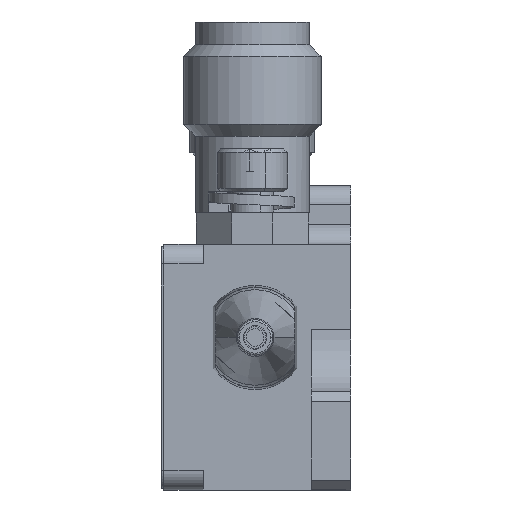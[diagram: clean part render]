
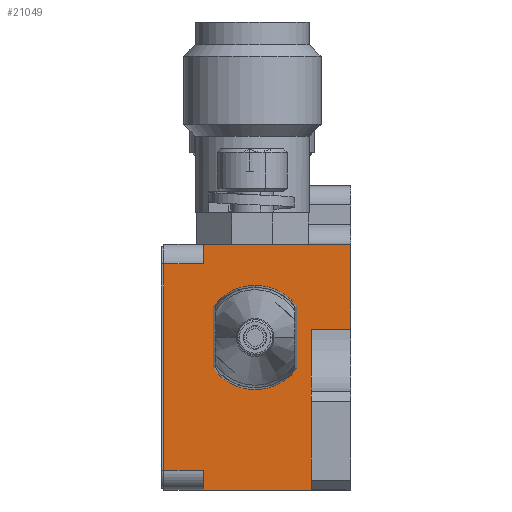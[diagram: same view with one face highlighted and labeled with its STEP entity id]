
A CAD part, left-side view. The second image highlights one B-rep face of the part: STEP entity #21049.
In plain terms, the highlighted planar face has unit normal (-1, 0, 0).
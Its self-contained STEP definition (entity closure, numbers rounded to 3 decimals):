
#462 = ORIENTED_EDGE ( 'NONE', *, *, #26074, .T. ) ;
#1088 = VECTOR ( 'NONE', #11018, 1000. ) ;
#1592 = DIRECTION ( 'NONE',  ( 0., -1., 0. ) ) ;
#1604 = DIRECTION ( 'NONE',  ( 0., 0., 1. ) ) ;
#1907 = LINE ( 'NONE', #14835, #15303 ) ;
#2700 = VECTOR ( 'NONE', #32690, 1000. ) ;
#4267 = DIRECTION ( 'NONE',  ( 1., 0., 0. ) ) ;
#4332 = VECTOR ( 'NONE', #14318, 1000. ) ;
#5041 = CARTESIAN_POINT ( 'NONE',  ( -46.85, 86.523, 95.353 ) ) ;
#5651 = CARTESIAN_POINT ( 'NONE',  ( -46.85, 86.523, 84.853 ) ) ;
#6089 = VERTEX_POINT ( 'NONE', #7785 ) ;
#6658 = CARTESIAN_POINT ( 'NONE',  ( -46.85, 88.523, 83.853 ) ) ;
#6797 = EDGE_CURVE ( 'NONE', #8276, #6089, #17081, .T. ) ;
#7383 = VECTOR ( 'NONE', #34218, 1000. ) ;
#7785 = CARTESIAN_POINT ( 'NONE',  ( -46.85, 81.023, 83.853 ) ) ;
#7870 = CARTESIAN_POINT ( 'NONE',  ( -46.85, 83.883, 91.613 ) ) ;
#8166 = CARTESIAN_POINT ( 'NONE',  ( -46.85, 86.523, 95.353 ) ) ;
#8276 = VERTEX_POINT ( 'NONE', #15515 ) ;
#8822 = CARTESIAN_POINT ( 'NONE',  ( -46.85, 81.023, 92.033 ) ) ;
#9368 = VERTEX_POINT ( 'NONE', #20326 ) ;
#9794 = VECTOR ( 'NONE', #26856, 1000. ) ;
#9815 = VERTEX_POINT ( 'NONE', #19626 ) ;
#9819 = LINE ( 'NONE', #19419, #2700 ) ;
#10544 = DIRECTION ( 'NONE',  ( 0., 0., 1. ) ) ;
#10817 = ORIENTED_EDGE ( 'NONE', *, *, #17896, .F. ) ;
#11018 = DIRECTION ( 'NONE',  ( 0., 1., 0. ) ) ;
#11045 = EDGE_CURVE ( 'NONE', #9815, #26458, #22438, .T. ) ;
#11439 = ORIENTED_EDGE ( 'NONE', *, *, #11045, .F. ) ;
#11594 = VERTEX_POINT ( 'NONE', #23935 ) ;
#11838 = VECTOR ( 'NONE', #18378, 1000. ) ;
#12137 = CARTESIAN_POINT ( 'NONE',  ( -46.85, 83.883, 91.613 ) ) ;
#12363 = VERTEX_POINT ( 'NONE', #20733 ) ;
#12724 = ORIENTED_EDGE ( 'NONE', *, *, #18622, .F. ) ;
#13563 = CIRCLE ( 'NONE', #20048, 1.65 ) ;
#13965 = VECTOR ( 'NONE', #1592, 1000. ) ;
#14089 = EDGE_CURVE ( 'NONE', #8276, #9815, #9819, .T. ) ;
#14117 = VERTEX_POINT ( 'NONE', #32809 ) ;
#14318 = DIRECTION ( 'NONE',  ( 0., -1., 0. ) ) ;
#14642 = EDGE_CURVE ( 'NONE', #9368, #21145, #21074, .T. ) ;
#14816 = DIRECTION ( 'NONE',  ( 0., 0., 1. ) ) ;
#14835 = CARTESIAN_POINT ( 'NONE',  ( -46.85, 79.023, 96.353 ) ) ;
#15249 = ORIENTED_EDGE ( 'NONE', *, *, #14642, .F. ) ;
#15303 = VECTOR ( 'NONE', #1604, 1000. ) ;
#15423 = ORIENTED_EDGE ( 'NONE', *, *, #14089, .F. ) ;
#15515 = CARTESIAN_POINT ( 'NONE',  ( -46.85, 86.523, 83.853 ) ) ;
#15700 = CARTESIAN_POINT ( 'NONE',  ( -46.85, 88.523, 96.353 ) ) ;
#15935 = ORIENTED_EDGE ( 'NONE', *, *, #6797, .T. ) ;
#16172 = LINE ( 'NONE', #27993, #29545 ) ;
#17081 = LINE ( 'NONE', #6658, #24183 ) ;
#17147 = CARTESIAN_POINT ( 'NONE',  ( -46.85, 88.523, 96.353 ) ) ;
#17350 = DIRECTION ( 'NONE',  ( 0., 0., 1. ) ) ;
#17558 = PLANE ( 'NONE',  #23685 ) ;
#17597 = CARTESIAN_POINT ( 'NONE',  ( -46.85, 79.023, 92.033 ) ) ;
#17722 = EDGE_CURVE ( 'NONE', #25216, #14117, #29433, .T. ) ;
#17896 = EDGE_CURVE ( 'NONE', #12363, #23208, #13563, .T. ) ;
#18267 = CARTESIAN_POINT ( 'NONE',  ( -46.85, 81.023, 83.853 ) ) ;
#18312 = EDGE_CURVE ( 'NONE', #11594, #23489, #18538, .T. ) ;
#18378 = DIRECTION ( 'NONE',  ( 0., 0., 1. ) ) ;
#18538 = LINE ( 'NONE', #8822, #4332 ) ;
#18622 = EDGE_CURVE ( 'NONE', #26458, #14117, #26039, .T. ) ;
#19419 = CARTESIAN_POINT ( 'NONE',  ( -46.85, 86.523, 83.853 ) ) ;
#19508 = ORIENTED_EDGE ( 'NONE', *, *, #18312, .T. ) ;
#19626 = CARTESIAN_POINT ( 'NONE',  ( -46.85, 86.523, 84.853 ) ) ;
#20048 = AXIS2_PLACEMENT_3D ( 'NONE', #12137, #30798, #14816 ) ;
#20326 = CARTESIAN_POINT ( 'NONE',  ( -46.85, 86.523, 96.353 ) ) ;
#20423 = AXIS2_PLACEMENT_3D ( 'NONE', #7870, #26540, #10544 ) ;
#20733 = CARTESIAN_POINT ( 'NONE',  ( -46.85, 83.883, 89.963 ) ) ;
#21049 = ADVANCED_FACE ( 'NONE', ( #30913, #25499 ), #17558, .F. ) ;
#21074 = LINE ( 'NONE', #17147, #13965 ) ;
#21145 = VERTEX_POINT ( 'NONE', #23399 ) ;
#21162 = CIRCLE ( 'NONE', #20423, 1.65 ) ;
#21247 = CARTESIAN_POINT ( 'NONE',  ( -46.85, 83.883, 93.263 ) ) ;
#21555 = LINE ( 'NONE', #18267, #7383 ) ;
#22438 = LINE ( 'NONE', #5651, #1088 ) ;
#22952 = DIRECTION ( 'NONE',  ( 0., 0., -1. ) ) ;
#23208 = VERTEX_POINT ( 'NONE', #21247 ) ;
#23399 = CARTESIAN_POINT ( 'NONE',  ( -46.85, 79.023, 96.353 ) ) ;
#23489 = VERTEX_POINT ( 'NONE', #17597 ) ;
#23685 = AXIS2_PLACEMENT_3D ( 'NONE', #25512, #4267, #22952 ) ;
#23935 = CARTESIAN_POINT ( 'NONE',  ( -46.85, 81.023, 92.033 ) ) ;
#24183 = VECTOR ( 'NONE', #25322, 1000. ) ;
#25216 = VERTEX_POINT ( 'NONE', #5041 ) ;
#25322 = DIRECTION ( 'NONE',  ( 0., -1., 0. ) ) ;
#25499 = FACE_OUTER_BOUND ( 'NONE', #34331, .T. ) ;
#25512 = CARTESIAN_POINT ( 'NONE',  ( -46.85, 88.523, 96.353 ) ) ;
#26039 = LINE ( 'NONE', #15700, #11838 ) ;
#26074 = EDGE_CURVE ( 'NONE', #6089, #11594, #21555, .T. ) ;
#26458 = VERTEX_POINT ( 'NONE', #29729 ) ;
#26540 = DIRECTION ( 'NONE',  ( -1., 0., 0. ) ) ;
#26856 = DIRECTION ( 'NONE',  ( 0., 1., 0. ) ) ;
#27461 = EDGE_CURVE ( 'NONE', #25216, #9368, #16172, .T. ) ;
#27928 = EDGE_CURVE ( 'NONE', #23208, #12363, #21162, .T. ) ;
#27933 = ORIENTED_EDGE ( 'NONE', *, *, #17722, .T. ) ;
#27993 = CARTESIAN_POINT ( 'NONE',  ( -46.85, 86.523, 96.353 ) ) ;
#28252 = EDGE_CURVE ( 'NONE', #23489, #21145, #1907, .T. ) ;
#29433 = LINE ( 'NONE', #8166, #9794 ) ;
#29545 = VECTOR ( 'NONE', #17350, 1000. ) ;
#29729 = CARTESIAN_POINT ( 'NONE',  ( -46.85, 88.523, 84.853 ) ) ;
#30798 = DIRECTION ( 'NONE',  ( -1., 0., 0. ) ) ;
#30913 = FACE_BOUND ( 'NONE', #34042, .T. ) ;
#31358 = ORIENTED_EDGE ( 'NONE', *, *, #27928, .F. ) ;
#31982 = ORIENTED_EDGE ( 'NONE', *, *, #27461, .F. ) ;
#32690 = DIRECTION ( 'NONE',  ( 0., 0., 1. ) ) ;
#32798 = ORIENTED_EDGE ( 'NONE', *, *, #28252, .T. ) ;
#32809 = CARTESIAN_POINT ( 'NONE',  ( -46.85, 88.523, 95.353 ) ) ;
#34042 = EDGE_LOOP ( 'NONE', ( #31358, #10817 ) ) ;
#34218 = DIRECTION ( 'NONE',  ( 0., 0., 1. ) ) ;
#34331 = EDGE_LOOP ( 'NONE', ( #27933, #12724, #11439, #15423, #15935, #462, #19508, #32798, #15249, #31982 ) ) ;
